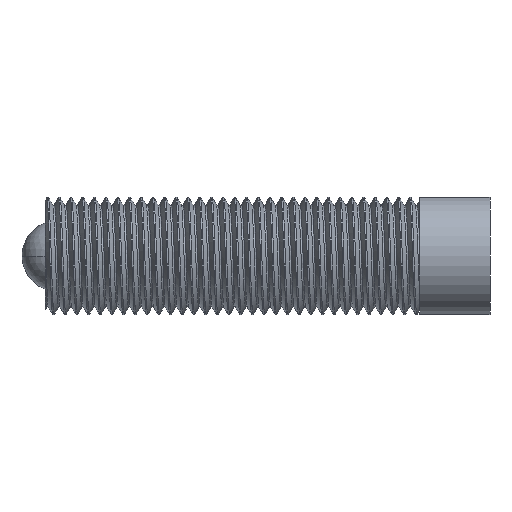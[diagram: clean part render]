
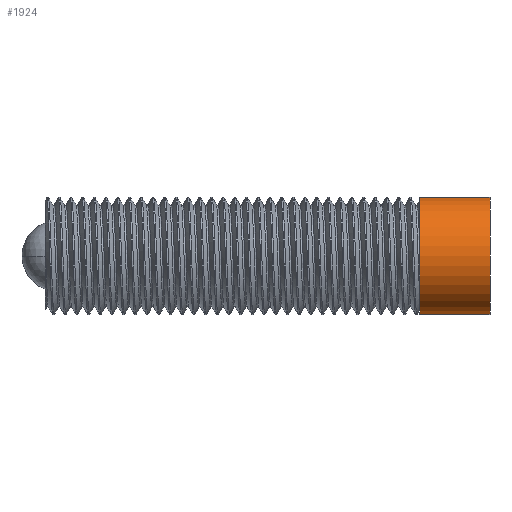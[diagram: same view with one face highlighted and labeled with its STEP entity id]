
A CAD part, front view. The second image highlights one B-rep face of the part: STEP entity #1924.
In plain terms, the highlighted cylindrical face has radius 2.5 mm (diameter 5 mm), a partial arc.
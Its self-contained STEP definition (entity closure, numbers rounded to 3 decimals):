
#57 = ORIENTED_EDGE ( 'NONE', *, *, #5314, .T. ) ;
#234 = DIRECTION ( 'NONE',  ( 0., 0., 1. ) ) ;
#387 = CARTESIAN_POINT ( 'NONE',  ( 20., 0., 2.5 ) ) ;
#575 = VERTEX_POINT ( 'NONE', #3413 ) ;
#605 = DIRECTION ( 'NONE',  ( -1., 0., 0. ) ) ;
#737 = VECTOR ( 'NONE', #4111, 1000. ) ;
#997 = AXIS2_PLACEMENT_3D ( 'NONE', #3501, #1001, #234 ) ;
#1001 = DIRECTION ( 'NONE',  ( -1., 0., 0. ) ) ;
#1286 = EDGE_LOOP ( 'NONE', ( #4291, #57, #1860, #3308 ) ) ;
#1344 = DIRECTION ( 'NONE',  ( -1., 0., 0. ) ) ;
#1780 = VECTOR ( 'NONE', #605, 1000. ) ;
#1813 = CARTESIAN_POINT ( 'NONE',  ( 17., 0., 0. ) ) ;
#1860 = ORIENTED_EDGE ( 'NONE', *, *, #6092, .T. ) ;
#1918 = AXIS2_PLACEMENT_3D ( 'NONE', #1813, #4891, #2342 ) ;
#1924 = ADVANCED_FACE ( 'NONE', ( #6530 ), #5291, .T. ) ;
#2258 = CARTESIAN_POINT ( 'NONE',  ( 0., 0., -2.5 ) ) ;
#2342 = DIRECTION ( 'NONE',  ( 0., 0., -1. ) ) ;
#2522 = VERTEX_POINT ( 'NONE', #7325 ) ;
#3060 = CARTESIAN_POINT ( 'NONE',  ( 20., 0., -2.5 ) ) ;
#3308 = ORIENTED_EDGE ( 'NONE', *, *, #7023, .T. ) ;
#3413 = CARTESIAN_POINT ( 'NONE',  ( 17., 0., 2.5 ) ) ;
#3501 = CARTESIAN_POINT ( 'NONE',  ( 20., 0., 0. ) ) ;
#3843 = DIRECTION ( 'NONE',  ( 0., 0., 1. ) ) ;
#4111 = DIRECTION ( 'NONE',  ( -1., 0., 0. ) ) ;
#4149 = AXIS2_PLACEMENT_3D ( 'NONE', #6979, #1344, #3843 ) ;
#4263 = CIRCLE ( 'NONE', #997, 2.5 ) ;
#4291 = ORIENTED_EDGE ( 'NONE', *, *, #4650, .F. ) ;
#4650 = EDGE_CURVE ( 'NONE', #6180, #2522, #5472, .T. ) ;
#4891 = DIRECTION ( 'NONE',  ( 1., 0., 0. ) ) ;
#5291 = CYLINDRICAL_SURFACE ( 'NONE', #4149, 2.5 ) ;
#5314 = EDGE_CURVE ( 'NONE', #6180, #6802, #4263, .T. ) ;
#5472 = LINE ( 'NONE', #2258, #737 ) ;
#6092 = EDGE_CURVE ( 'NONE', #6802, #575, #7033, .T. ) ;
#6180 = VERTEX_POINT ( 'NONE', #3060 ) ;
#6530 = FACE_OUTER_BOUND ( 'NONE', #1286, .T. ) ;
#6802 = VERTEX_POINT ( 'NONE', #387 ) ;
#6920 = CIRCLE ( 'NONE', #1918, 2.5 ) ;
#6979 = CARTESIAN_POINT ( 'NONE',  ( 0., 0., 0. ) ) ;
#7023 = EDGE_CURVE ( 'NONE', #575, #2522, #6920, .T. ) ;
#7033 = LINE ( 'NONE', #7485, #1780 ) ;
#7325 = CARTESIAN_POINT ( 'NONE',  ( 17., 0., -2.5 ) ) ;
#7485 = CARTESIAN_POINT ( 'NONE',  ( 0., 0., 2.5 ) ) ;
